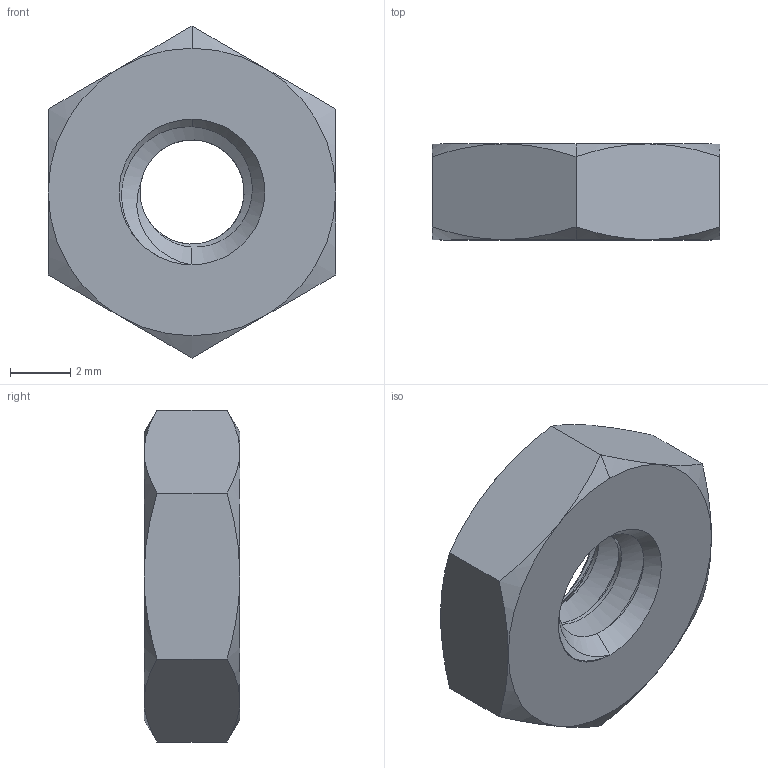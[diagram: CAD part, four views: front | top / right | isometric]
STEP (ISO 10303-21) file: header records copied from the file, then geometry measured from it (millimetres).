
FILE_DESCRIPTION (( 'STEP AP203' ), '1' );
FILE_NAME ('90480A011_Low-Strength Steel Hex Nut.STEP', '2021-07-11T09:38:35', ( 'Administrator' ), ( 'Managed by Terraform' ), 'SwSTEP 2.0', 'SolidWorks 2017', '' );
FILE_SCHEMA (( 'CONFIG_CONTROL_DESIGN' ));
Length unit declared in the file: inch
Products named in the file (1): 90480A011_Low-Strength Steel Hex Nut
Bounding box: 9.53 x 3.17 x 11 mm (x, y, z)
Volume: 202 mm3; surface area: 288.9 mm2
Topology: 1 solids, 1 shells, 38 faces, 88 edges, 52 vertices
Faces by surface type: cone 20, plane 8, cylinder 7, bspline 3
Entity records: 1830 total; most frequent: CARTESIAN_POINT 1001, ORIENTED_EDGE 176, DIRECTION 130, EDGE_CURVE 88, AXIS2_PLACEMENT_3D 56, VERTEX_POINT 52, EDGE_LOOP 40, ADVANCED_FACE 38
